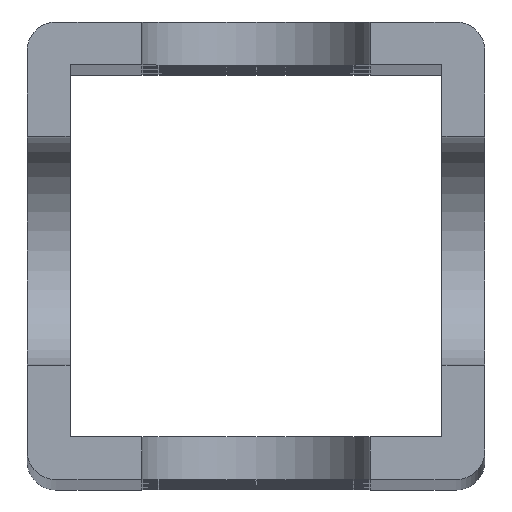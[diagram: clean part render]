
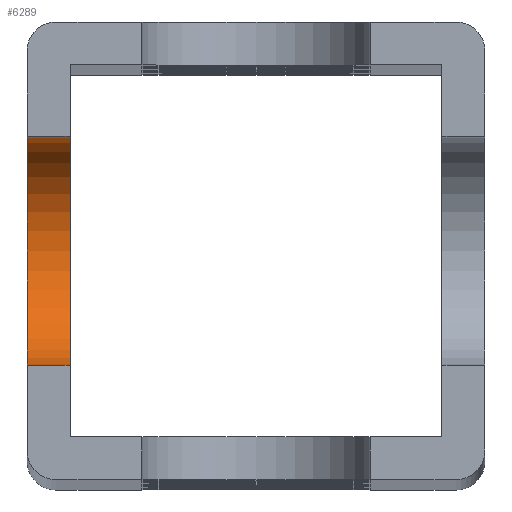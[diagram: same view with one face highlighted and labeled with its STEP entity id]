
A CAD part, top view. The second image highlights one B-rep face of the part: STEP entity #6289.
In plain terms, the highlighted cylindrical face has radius 4 mm (diameter 8 mm), a partial arc.
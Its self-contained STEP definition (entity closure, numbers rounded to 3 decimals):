
#344 = AXIS2_PLACEMENT_3D ( 'NONE', #3216, #410, #3906 ) ;
#410 = DIRECTION ( 'NONE',  ( 1., 0., 0. ) ) ;
#510 = CARTESIAN_POINT ( 'NONE',  ( 87.844, 96.121, 259.776 ) ) ;
#572 = DIRECTION ( 'NONE',  ( 0., 1., 0. ) ) ;
#672 = CARTESIAN_POINT ( 'NONE',  ( 89.344, 100.121, 259.776 ) ) ;
#679 = EDGE_LOOP ( 'NONE', ( #3726, #6857, #3241, #5515 ) ) ;
#996 = VERTEX_POINT ( 'NONE', #5895 ) ;
#1373 = DIRECTION ( 'NONE',  ( 0., -1., 0. ) ) ;
#1486 = EDGE_CURVE ( 'NONE', #3494, #6134, #1976, .T. ) ;
#1637 = CYLINDRICAL_SURFACE ( 'NONE', #344, 4. ) ;
#1720 = EDGE_CURVE ( 'NONE', #7241, #996, #2177, .T. ) ;
#1751 = EDGE_CURVE ( 'NONE', #996, #3494, #3566, .T. ) ;
#1976 = LINE ( 'NONE', #6668, #8375 ) ;
#2034 = AXIS2_PLACEMENT_3D ( 'NONE', #672, #5386, #1373 ) ;
#2177 = LINE ( 'NONE', #510, #5667 ) ;
#3103 = CARTESIAN_POINT ( 'NONE',  ( 89.344, 104.121, 259.776 ) ) ;
#3216 = CARTESIAN_POINT ( 'NONE',  ( 87.844, 100.121, 259.776 ) ) ;
#3241 = ORIENTED_EDGE ( 'NONE', *, *, #3637, .F. ) ;
#3494 = VERTEX_POINT ( 'NONE', #6328 ) ;
#3566 = CIRCLE ( 'NONE', #5899, 4. ) ;
#3637 = EDGE_CURVE ( 'NONE', #6134, #7241, #6104, .T. ) ;
#3726 = ORIENTED_EDGE ( 'NONE', *, *, #1751, .F. ) ;
#3906 = DIRECTION ( 'NONE',  ( 0., 1., 0. ) ) ;
#4371 = CARTESIAN_POINT ( 'NONE',  ( 89.344, 96.121, 259.776 ) ) ;
#4580 = DIRECTION ( 'NONE',  ( 1., 0., 0. ) ) ;
#4692 = DIRECTION ( 'NONE',  ( 1., 0., 0. ) ) ;
#5386 = DIRECTION ( 'NONE',  ( -1., 0., 0. ) ) ;
#5515 = ORIENTED_EDGE ( 'NONE', *, *, #1486, .F. ) ;
#5667 = VECTOR ( 'NONE', #7066, 1000. ) ;
#5895 = CARTESIAN_POINT ( 'NONE',  ( 87.844, 96.121, 259.776 ) ) ;
#5899 = AXIS2_PLACEMENT_3D ( 'NONE', #8359, #4692, #572 ) ;
#6104 = CIRCLE ( 'NONE', #2034, 4. ) ;
#6134 = VERTEX_POINT ( 'NONE', #3103 ) ;
#6289 = ADVANCED_FACE ( 'NONE', ( #6813 ), #1637, .F. ) ;
#6328 = CARTESIAN_POINT ( 'NONE',  ( 87.844, 104.121, 259.776 ) ) ;
#6668 = CARTESIAN_POINT ( 'NONE',  ( 87.844, 104.121, 259.776 ) ) ;
#6813 = FACE_OUTER_BOUND ( 'NONE', #679, .T. ) ;
#6857 = ORIENTED_EDGE ( 'NONE', *, *, #1720, .F. ) ;
#7066 = DIRECTION ( 'NONE',  ( -1., 0., 0. ) ) ;
#7241 = VERTEX_POINT ( 'NONE', #4371 ) ;
#8359 = CARTESIAN_POINT ( 'NONE',  ( 87.844, 100.121, 259.776 ) ) ;
#8375 = VECTOR ( 'NONE', #4580, 1000. ) ;
